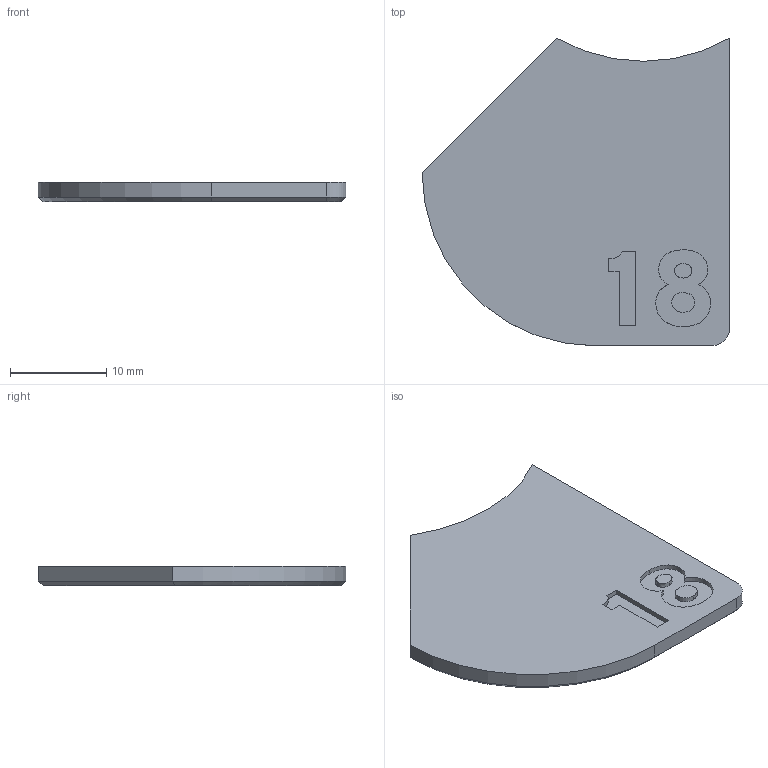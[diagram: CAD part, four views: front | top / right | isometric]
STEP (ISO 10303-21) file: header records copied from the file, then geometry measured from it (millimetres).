
FILE_DESCRIPTION(('Open CASCADE Model'),'2;1');
FILE_NAME('Open CASCADE Shape Model','2025-06-28T23:10:19',('Author'),( 'Open CASCADE'),'Open CASCADE STEP processor 7.8','build123d', 'Unknown');
FILE_SCHEMA(('AUTOMOTIVE_DESIGN { 1 0 10303 214 1 1 1 1 }'));
Length unit declared in the file: millimetre
Products named in the file (1): COMPOUND
Bounding box: 32 x 32 x 2 mm (x, y, z)
Volume: 1617.3 mm3; surface area: 1873.6 mm2
Topology: 1 solids, 1 shells, 41 faces, 99 edges, 64 vertices
Faces by surface type: plane 18, extrusion 17, cylinder 3, cone 3
Entity records: 2620 total; most frequent: CARTESIAN_POINT 709, DIRECTION 299, VECTOR 222, LINE 205, ORIENTED_EDGE 198, PCURVE 198, DEFINITIONAL_REPRESENTATION 198, EDGE_CURVE 99
